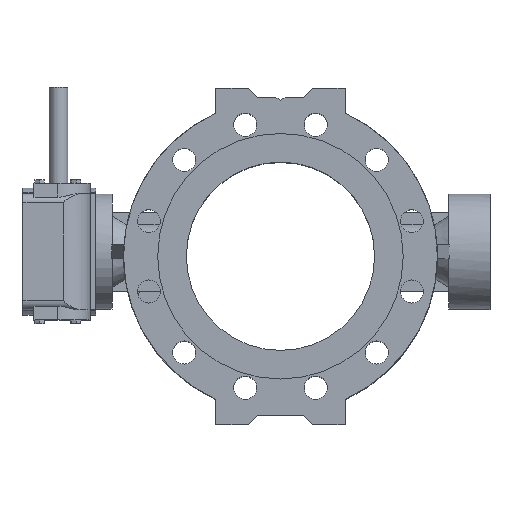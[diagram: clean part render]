
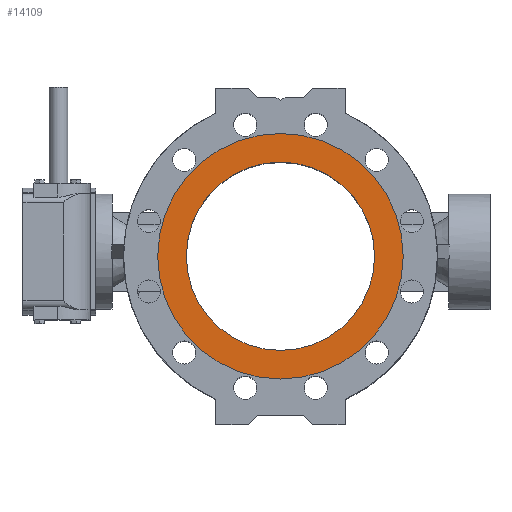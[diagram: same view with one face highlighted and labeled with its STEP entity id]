
A CAD part, top view. The second image highlights one B-rep face of the part: STEP entity #14109.
In plain terms, the highlighted planar face has unit normal (0, 0, 1).
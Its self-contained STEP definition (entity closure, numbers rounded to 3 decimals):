
#445 = CARTESIAN_POINT ( 'NONE',  ( 0., -5., 115. ) ) ;
#446 = DIRECTION ( 'NONE',  ( 0., 0., -1. ) ) ;
#447 = DIRECTION ( 'NONE',  ( 0., 1., 0. ) ) ;
#499 = CARTESIAN_POINT ( 'NONE',  ( 0., -5., 115. ) ) ;
#500 = DIRECTION ( 'NONE',  ( 0., 0., -1. ) ) ;
#501 = DIRECTION ( 'NONE',  ( 0., 1., 0. ) ) ;
#1827 = FACE_OUTER_BOUND ( 'NONE', #4252, .T. ) ;
#1830 = FACE_BOUND ( 'NONE', #4269, .T. ) ;
#4252 = EDGE_LOOP ( 'NONE', ( #5654 ) ) ;
#4269 = EDGE_LOOP ( 'NONE', ( #5655 ) ) ;
#5654 = ORIENTED_EDGE ( 'NONE', *, *, #13874, .F. ) ;
#5655 = ORIENTED_EDGE ( 'NONE', *, *, #13851, .T. ) ;
#6032 = PLANE ( 'NONE',  #7193 ) ;
#6033 = CARTESIAN_POINT ( 'NONE',  ( 0., -5., 115. ) ) ;
#6038 = DIRECTION ( 'NONE',  ( 0., 0., -1. ) ) ;
#6039 = DIRECTION ( 'NONE',  ( 0., 1., 0. ) ) ;
#7193 = AXIS2_PLACEMENT_3D ( 'NONE', #6033, #6038, #6039 ) ;
#8912 = VERTEX_POINT ( 'NONE', #13761 ) ;
#8917 = VERTEX_POINT ( 'NONE', #13766 ) ;
#12640 = CIRCLE ( 'NONE', #15151, 102. ) ;
#12678 = CIRCLE ( 'NONE', #15159, 133. ) ;
#13761 = CARTESIAN_POINT ( 'NONE',  ( 0., 97., 115. ) ) ;
#13766 = CARTESIAN_POINT ( 'NONE',  ( 0., 128., 115. ) ) ;
#13851 = EDGE_CURVE ( 'NONE', #8912, #8912, #12640, .T. ) ;
#13874 = EDGE_CURVE ( 'NONE', #8917, #8917, #12678, .T. ) ;
#14109 = ADVANCED_FACE ( 'NONE', ( #1827, #1830 ), #6032, .F. ) ;
#15151 = AXIS2_PLACEMENT_3D ( 'NONE', #445, #446, #447 ) ;
#15159 = AXIS2_PLACEMENT_3D ( 'NONE', #499, #500, #501 ) ;
